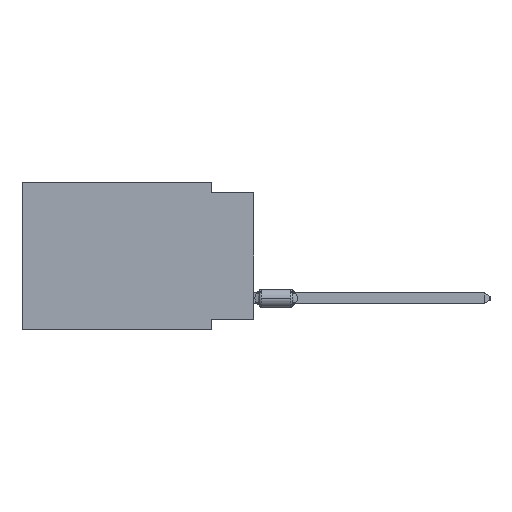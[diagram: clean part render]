
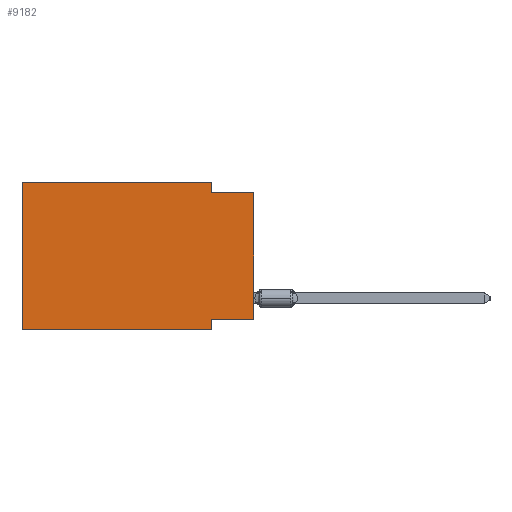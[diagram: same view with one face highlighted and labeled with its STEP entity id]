
A CAD part, left-side view. The second image highlights one B-rep face of the part: STEP entity #9182.
In plain terms, the highlighted planar face has unit normal (-1, 0, 0).
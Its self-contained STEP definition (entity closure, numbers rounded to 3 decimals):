
#409 = EDGE_CURVE ( 'NONE', #25506, #9369, #13090, .T. ) ;
#1757 = CARTESIAN_POINT ( 'NONE',  ( 0., 2.54, -8.89 ) ) ;
#2439 = EDGE_CURVE ( 'NONE', #22597, #9628, #14627, .T. ) ;
#2872 = DIRECTION ( 'NONE',  ( 0., -1., 0. ) ) ;
#3031 = LINE ( 'NONE', #33355, #39496 ) ;
#3909 = CARTESIAN_POINT ( 'NONE',  ( 0., 13.97, -8.89 ) ) ;
#3967 = CARTESIAN_POINT ( 'NONE',  ( 0., 0., -8.255 ) ) ;
#5315 = EDGE_CURVE ( 'NONE', #22513, #22597, #3031, .T. ) ;
#5881 = CARTESIAN_POINT ( 'NONE',  ( 0., 2.54, 0. ) ) ;
#6649 = EDGE_LOOP ( 'NONE', ( #20866, #28320, #29230, #32327, #22779, #18481, #10049, #8624 ) ) ;
#6921 = CARTESIAN_POINT ( 'NONE',  ( 0., 0., -0.635 ) ) ;
#7209 = VERTEX_POINT ( 'NONE', #28063 ) ;
#8624 = ORIENTED_EDGE ( 'NONE', *, *, #5315, .F. ) ;
#8682 = VERTEX_POINT ( 'NONE', #3909 ) ;
#8755 = DIRECTION ( 'NONE',  ( 0., -1., 0. ) ) ;
#8876 = VERTEX_POINT ( 'NONE', #5881 ) ;
#9182 = ADVANCED_FACE ( 'NONE', ( #20089 ), #13472, .F. ) ;
#9369 = VERTEX_POINT ( 'NONE', #6921 ) ;
#9628 = VERTEX_POINT ( 'NONE', #1757 ) ;
#10049 = ORIENTED_EDGE ( 'NONE', *, *, #2439, .F. ) ;
#10290 = CARTESIAN_POINT ( 'NONE',  ( 0., 0., -0.635 ) ) ;
#10832 = CARTESIAN_POINT ( 'NONE',  ( 0., 2.54, -0.635 ) ) ;
#11625 = VECTOR ( 'NONE', #22749, 1000. ) ;
#11760 = CARTESIAN_POINT ( 'NONE',  ( 0., 13.97, 0. ) ) ;
#12900 = VECTOR ( 'NONE', #24457, 1000. ) ;
#13090 = LINE ( 'NONE', #10290, #11625 ) ;
#13472 = PLANE ( 'NONE',  #19087 ) ;
#13674 = DIRECTION ( 'NONE',  ( 0., 0., -1. ) ) ;
#14627 = LINE ( 'NONE', #39739, #12900 ) ;
#15109 = LINE ( 'NONE', #24147, #26487 ) ;
#16449 = LINE ( 'NONE', #27907, #38847 ) ;
#17079 = VECTOR ( 'NONE', #19532, 1000. ) ;
#18473 = DIRECTION ( 'NONE',  ( 0., 1., 0. ) ) ;
#18481 = ORIENTED_EDGE ( 'NONE', *, *, #34314, .T. ) ;
#19087 = AXIS2_PLACEMENT_3D ( 'NONE', #25732, #35373, #13674 ) ;
#19532 = DIRECTION ( 'NONE',  ( 0., 0., 1. ) ) ;
#19790 = CARTESIAN_POINT ( 'NONE',  ( 0., 2.54, -8.255 ) ) ;
#20089 = FACE_OUTER_BOUND ( 'NONE', #6649, .T. ) ;
#20319 = CARTESIAN_POINT ( 'NONE',  ( 0., 0., 0. ) ) ;
#20866 = ORIENTED_EDGE ( 'NONE', *, *, #31278, .T. ) ;
#22513 = VERTEX_POINT ( 'NONE', #3967 ) ;
#22597 = VERTEX_POINT ( 'NONE', #19790 ) ;
#22749 = DIRECTION ( 'NONE',  ( 0., -1., 0. ) ) ;
#22779 = ORIENTED_EDGE ( 'NONE', *, *, #36360, .F. ) ;
#24147 = CARTESIAN_POINT ( 'NONE',  ( 0., 13.97, -8.89 ) ) ;
#24457 = DIRECTION ( 'NONE',  ( 0., 0., -1. ) ) ;
#25506 = VERTEX_POINT ( 'NONE', #10832 ) ;
#25732 = CARTESIAN_POINT ( 'NONE',  ( 0., 13.97, 0. ) ) ;
#26022 = CARTESIAN_POINT ( 'NONE',  ( 0., 2.54, 0. ) ) ;
#26487 = VECTOR ( 'NONE', #2872, 1000. ) ;
#27502 = EDGE_CURVE ( 'NONE', #7209, #8876, #36269, .T. ) ;
#27907 = CARTESIAN_POINT ( 'NONE',  ( 0., 13.97, 0. ) ) ;
#28063 = CARTESIAN_POINT ( 'NONE',  ( 0., 13.97, 0. ) ) ;
#28320 = ORIENTED_EDGE ( 'NONE', *, *, #409, .F. ) ;
#29230 = ORIENTED_EDGE ( 'NONE', *, *, #35234, .F. ) ;
#31121 = DIRECTION ( 'NONE',  ( 0., 0., 1. ) ) ;
#31278 = EDGE_CURVE ( 'NONE', #22513, #9369, #38402, .T. ) ;
#32027 = DIRECTION ( 'NONE',  ( 0., 0., -1. ) ) ;
#32327 = ORIENTED_EDGE ( 'NONE', *, *, #27502, .F. ) ;
#33355 = CARTESIAN_POINT ( 'NONE',  ( 0., 0., -8.255 ) ) ;
#34252 = VECTOR ( 'NONE', #32027, 1000. ) ;
#34272 = LINE ( 'NONE', #26022, #34252 ) ;
#34314 = EDGE_CURVE ( 'NONE', #8682, #9628, #15109, .T. ) ;
#35234 = EDGE_CURVE ( 'NONE', #8876, #25506, #34272, .T. ) ;
#35373 = DIRECTION ( 'NONE',  ( 1., 0., 0. ) ) ;
#36269 = LINE ( 'NONE', #11760, #36751 ) ;
#36360 = EDGE_CURVE ( 'NONE', #8682, #7209, #16449, .T. ) ;
#36751 = VECTOR ( 'NONE', #8755, 1000. ) ;
#38402 = LINE ( 'NONE', #20319, #17079 ) ;
#38847 = VECTOR ( 'NONE', #31121, 1000. ) ;
#39496 = VECTOR ( 'NONE', #18473, 1000. ) ;
#39739 = CARTESIAN_POINT ( 'NONE',  ( 0., 2.54, -8.89 ) ) ;
